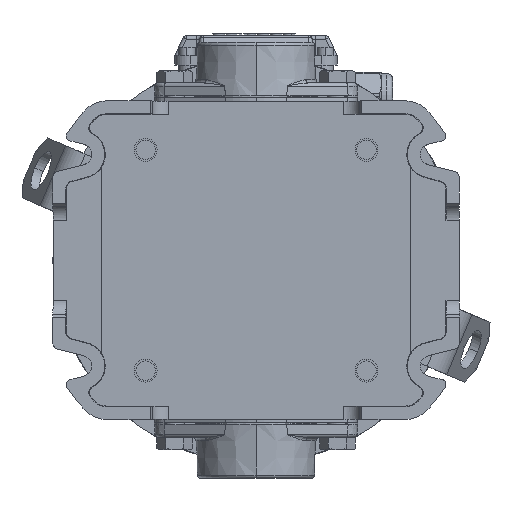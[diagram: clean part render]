
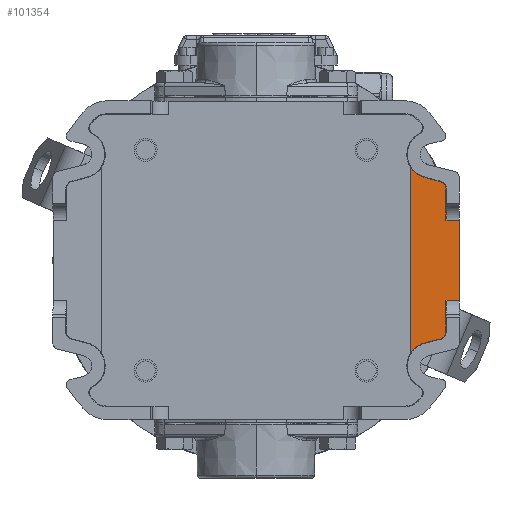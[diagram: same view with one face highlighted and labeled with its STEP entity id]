
A CAD part, front view. The second image highlights one B-rep face of the part: STEP entity #101354.
In plain terms, the highlighted planar face has unit normal (0, -1, 0).
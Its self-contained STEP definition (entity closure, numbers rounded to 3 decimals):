
#511 = ORIENTED_EDGE ( 'NONE', *, *, #41208, .F. ) ;
#718 = EDGE_CURVE ( 'NONE', #10501, #86539, #76102, .T. ) ;
#1324 = DIRECTION ( 'NONE',  ( 1., 0., 0. ) ) ;
#1713 = EDGE_CURVE ( 'NONE', #50267, #31931, #82605, .T. ) ;
#4269 = CARTESIAN_POINT ( 'NONE',  ( 0., 8., 124.791 ) ) ;
#5320 = EDGE_CURVE ( 'NONE', #67042, #97184, #56842, .T. ) ;
#7326 = VERTEX_POINT ( 'NONE', #95363 ) ;
#8709 = PLANE ( 'NONE',  #31785 ) ;
#10207 = CARTESIAN_POINT ( 'NONE',  ( 46.008, 8., 116.791 ) ) ;
#10501 = VERTEX_POINT ( 'NONE', #27324 ) ;
#10547 = DIRECTION ( 'NONE',  ( 0., 0., -1. ) ) ;
#10881 =( BOUNDED_CURVE ( )  B_SPLINE_CURVE ( 3, ( #60499, #67914, #59446, #11994 ),
 .UNSPECIFIED., .F., .F. ) 
 B_SPLINE_CURVE_WITH_KNOTS ( ( 4, 4 ),
 ( 2.479, 3.805 ),
 .UNSPECIFIED. ) 
 CURVE ( )  GEOMETRIC_REPRESENTATION_ITEM ( )  RATIONAL_B_SPLINE_CURVE ( ( 1., 0.859, 0.859, 1. ) ) 
 REPRESENTATION_ITEM ( '' )  );
#11356 = VECTOR ( 'NONE', #65854, 1000. ) ;
#11713 = DIRECTION ( 'NONE',  ( -1., 0., 0. ) ) ;
#11994 = CARTESIAN_POINT ( 'NONE',  ( -48.469, 8., 113.001 ) ) ;
#12875 = EDGE_CURVE ( 'NONE', #50267, #10501, #65919, .T. ) ;
#16623 = FACE_OUTER_BOUND ( 'NONE', #49435, .T. ) ;
#17795 = EDGE_CURVE ( 'NONE', #50417, #97184, #10881, .T. ) ;
#18999 = ORIENTED_EDGE ( 'NONE', *, *, #83651, .T. ) ;
#19893 = ORIENTED_EDGE ( 'NONE', *, *, #1713, .F. ) ;
#22550 = CARTESIAN_POINT ( 'NONE',  ( -65., 8., 107.5 ) ) ;
#23171 = CARTESIAN_POINT ( 'NONE',  ( -57.246, 8., 95. ) ) ;
#24232 = CARTESIAN_POINT ( 'NONE',  ( 24.608, 8., 124.791 ) ) ;
#25063 = CARTESIAN_POINT ( 'NONE',  ( -47.687, 8., 116.791 ) ) ;
#25924 = ORIENTED_EDGE ( 'NONE', *, *, #39490, .F. ) ;
#27324 = CARTESIAN_POINT ( 'NONE',  ( 24.608, 8., 124.791 ) ) ;
#27529 = CARTESIAN_POINT ( 'NONE',  ( -24.608, 8., 124.791 ) ) ;
#28090 = VECTOR ( 'NONE', #89697, 1000. ) ;
#30712 = ORIENTED_EDGE ( 'NONE', *, *, #17795, .T. ) ;
#31785 = AXIS2_PLACEMENT_3D ( 'NONE', #88939, #80500, #40366 ) ;
#31931 = VERTEX_POINT ( 'NONE', #84827 ) ;
#33631 = CARTESIAN_POINT ( 'NONE',  ( -50.727, 8., 103.941 ) ) ;
#34584 = CARTESIAN_POINT ( 'NONE',  ( -24.608, 8., 116.791 ) ) ;
#35714 = CARTESIAN_POINT ( 'NONE',  ( 50.727, 8., 103.941 ) ) ;
#37331 = CARTESIAN_POINT ( 'NONE',  ( 50.727, 8., 103.941 ) ) ;
#37547 = ORIENTED_EDGE ( 'NONE', *, *, #12875, .T. ) ;
#38290 = CIRCLE ( 'NONE', #51767, 14.709 ) ;
#39490 = EDGE_CURVE ( 'NONE', #50417, #73402, #63807, .T. ) ;
#39928 = ORIENTED_EDGE ( 'NONE', *, *, #718, .T. ) ;
#40366 = DIRECTION ( 'NONE',  ( 0., 0., -1. ) ) ;
#41208 = EDGE_CURVE ( 'NONE', #97225, #67042, #38290, .T. ) ;
#42378 = CARTESIAN_POINT ( 'NONE',  ( 43.619, 8., 116.791 ) ) ;
#44677 = DIRECTION ( 'NONE',  ( -0.242, 0., 0.97 ) ) ;
#46797 = DIRECTION ( 'NONE',  ( 0., -1., 0. ) ) ;
#47492 = EDGE_CURVE ( 'NONE', #97225, #102604, #49415, .T. ) ;
#48455 = CARTESIAN_POINT ( 'NONE',  ( -48.469, 8., 113.001 ) ) ;
#49415 = LINE ( 'NONE', #81655, #73557 ) ;
#49435 = EDGE_LOOP ( 'NONE', ( #49826, #87536, #19893, #37547, #39928, #18999, #25924, #30712, #100055, #511, #53928, #74079 ) ) ;
#49826 = ORIENTED_EDGE ( 'NONE', *, *, #88081, .T. ) ;
#50267 = VERTEX_POINT ( 'NONE', #50705 ) ;
#50417 = VERTEX_POINT ( 'NONE', #76591 ) ;
#50705 = CARTESIAN_POINT ( 'NONE',  ( 24.608, 8., 116.791 ) ) ;
#51767 = AXIS2_PLACEMENT_3D ( 'NONE', #22550, #46797, #79051 ) ;
#53288 = EDGE_CURVE ( 'NONE', #102604, #67279, #102934, .T. ) ;
#53928 = ORIENTED_EDGE ( 'NONE', *, *, #47492, .T. ) ;
#55647 = AXIS2_PLACEMENT_3D ( 'NONE', #102522, #71364, #62911 ) ;
#55855 = CARTESIAN_POINT ( 'NONE',  ( -47.687, 8., 116.791 ) ) ;
#56842 = LINE ( 'NONE', #33631, #11356 ) ;
#59142 = EDGE_CURVE ( 'NONE', #7326, #31931, #85257, .T. ) ;
#59232 = VECTOR ( 'NONE', #1324, 1000. ) ;
#59446 = CARTESIAN_POINT ( 'NONE',  ( -47.891, 8., 115.32 ) ) ;
#59915 = VECTOR ( 'NONE', #88095, 1000. ) ;
#60499 = CARTESIAN_POINT ( 'NONE',  ( -43.619, 8., 116.791 ) ) ;
#60808 = VECTOR ( 'NONE', #11713, 1000. ) ;
#62911 = DIRECTION ( 'NONE',  ( 0., 0., 1. ) ) ;
#63807 = LINE ( 'NONE', #55855, #59915 ) ;
#65620 = CARTESIAN_POINT ( 'NONE',  ( 48.469, 8., 113.001 ) ) ;
#65854 = DIRECTION ( 'NONE',  ( 0.242, 0., 0.97 ) ) ;
#65919 = LINE ( 'NONE', #24232, #28090 ) ;
#67042 = VERTEX_POINT ( 'NONE', #99630 ) ;
#67279 = VERTEX_POINT ( 'NONE', #37331 ) ;
#67914 = CARTESIAN_POINT ( 'NONE',  ( -46.008, 8., 116.791 ) ) ;
#71364 = DIRECTION ( 'NONE',  ( 0., 1., 0. ) ) ;
#73402 = VERTEX_POINT ( 'NONE', #34584 ) ;
#73557 = VECTOR ( 'NONE', #98022, 1000. ) ;
#73890 = LINE ( 'NONE', #90254, #79892 ) ;
#74079 = ORIENTED_EDGE ( 'NONE', *, *, #53288, .T. ) ;
#75339 = LINE ( 'NONE', #35714, #77086 ) ;
#76102 = LINE ( 'NONE', #4269, #60808 ) ;
#76591 = CARTESIAN_POINT ( 'NONE',  ( -43.619, 8., 116.791 ) ) ;
#77086 = VECTOR ( 'NONE', #44677, 1000. ) ;
#79051 = DIRECTION ( 'NONE',  ( 0., 0., 1. ) ) ;
#79892 = VECTOR ( 'NONE', #10547, 1000. ) ;
#80500 = DIRECTION ( 'NONE',  ( 0., 1., 0. ) ) ;
#81655 = CARTESIAN_POINT ( 'NONE',  ( -58.463, 8., 95. ) ) ;
#82605 = LINE ( 'NONE', #25063, #59232 ) ;
#83651 = EDGE_CURVE ( 'NONE', #86539, #73402, #73890, .T. ) ;
#84681 = CARTESIAN_POINT ( 'NONE',  ( 57.246, 8., 95. ) ) ;
#84827 = CARTESIAN_POINT ( 'NONE',  ( 43.619, 8., 116.791 ) ) ;
#85257 =( BOUNDED_CURVE ( )  B_SPLINE_CURVE ( 3, ( #65620, #97846, #10207, #42378 ),
 .UNSPECIFIED., .F., .F. ) 
 B_SPLINE_CURVE_WITH_KNOTS ( ( 4, 4 ),
 ( 2.479, 3.805 ),
 .UNSPECIFIED. ) 
 CURVE ( )  GEOMETRIC_REPRESENTATION_ITEM ( )  RATIONAL_B_SPLINE_CURVE ( ( 1., 0.859, 0.859, 1. ) ) 
 REPRESENTATION_ITEM ( '' )  );
#86539 = VERTEX_POINT ( 'NONE', #27529 ) ;
#87536 = ORIENTED_EDGE ( 'NONE', *, *, #59142, .T. ) ;
#88081 = EDGE_CURVE ( 'NONE', #67279, #7326, #75339, .T. ) ;
#88095 = DIRECTION ( 'NONE',  ( 1., 0., 0. ) ) ;
#88939 = CARTESIAN_POINT ( 'NONE',  ( 0., 8., 0. ) ) ;
#89697 = DIRECTION ( 'NONE',  ( 0., 0., 1. ) ) ;
#90254 = CARTESIAN_POINT ( 'NONE',  ( -24.608, 8., 0. ) ) ;
#95363 = CARTESIAN_POINT ( 'NONE',  ( 48.469, 8., 113.001 ) ) ;
#97184 = VERTEX_POINT ( 'NONE', #48455 ) ;
#97225 = VERTEX_POINT ( 'NONE', #23171 ) ;
#97846 = CARTESIAN_POINT ( 'NONE',  ( 47.891, 8., 115.32 ) ) ;
#98022 = DIRECTION ( 'NONE',  ( 1., 0., 0. ) ) ;
#99630 = CARTESIAN_POINT ( 'NONE',  ( -50.727, 8., 103.941 ) ) ;
#100055 = ORIENTED_EDGE ( 'NONE', *, *, #5320, .F. ) ;
#101354 = ADVANCED_FACE ( 'NONE', ( #16623 ), #8709, .F. ) ;
#102522 = CARTESIAN_POINT ( 'NONE',  ( 65., 8., 107.5 ) ) ;
#102604 = VERTEX_POINT ( 'NONE', #84681 ) ;
#102934 = CIRCLE ( 'NONE', #55647, 14.709 ) ;
